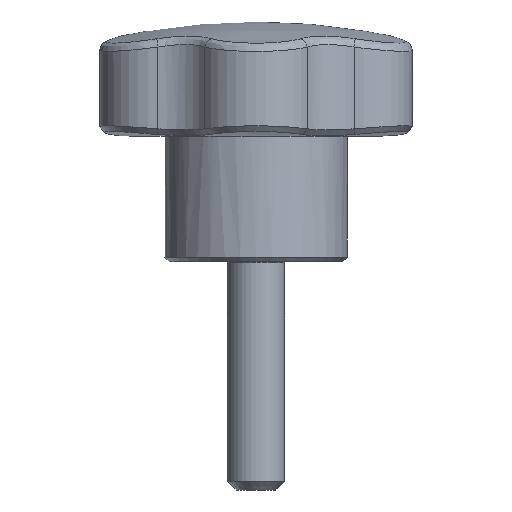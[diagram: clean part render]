
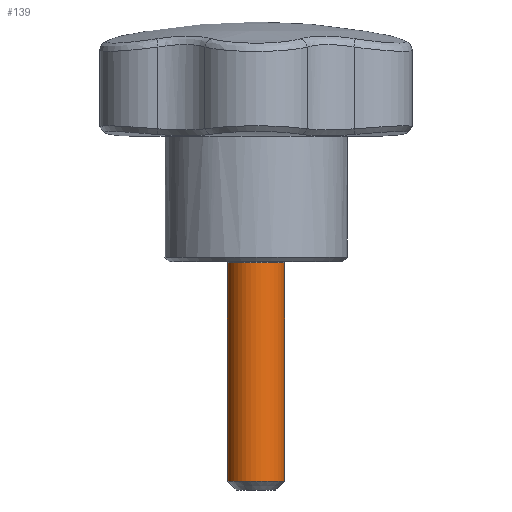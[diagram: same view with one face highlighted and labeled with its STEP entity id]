
A CAD part, front view. The second image highlights one B-rep face of the part: STEP entity #139.
In plain terms, the highlighted cylindrical face has radius 5 mm (diameter 10 mm), a full revolution.
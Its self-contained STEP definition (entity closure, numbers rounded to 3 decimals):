
#139 = ADVANCED_FACE( '', ( #331, #332 ), #333, .T. );
#331 = FACE_OUTER_BOUND( '', #1314, .T. );
#332 = FACE_OUTER_BOUND( '', #1315, .T. );
#333 = CYLINDRICAL_SURFACE( '', #1316, 5. );
#1314 = EDGE_LOOP( '', ( #3662 ) );
#1315 = EDGE_LOOP( '', ( #3663 ) );
#1316 = AXIS2_PLACEMENT_3D( '', #3664, #3665, #3666 );
#3662 = ORIENTED_EDGE( '', *, *, #4228, .T. );
#3663 = ORIENTED_EDGE( '', *, *, #4229, .T. );
#3664 = CARTESIAN_POINT( '', ( 0., 0., -57. ) );
#3665 = DIRECTION( '', ( 0., 0., -1. ) );
#3666 = DIRECTION( '', ( 1., 0., 0. ) );
#4228 = EDGE_CURVE( '', #4605, #4605, #4606, .F. );
#4229 = EDGE_CURVE( '', #4607, #4607, #4608, .T. );
#4605 = VERTEX_POINT( '', #6026 );
#4606 = CIRCLE( '', #6027, 5. );
#4607 = VERTEX_POINT( '', #6028 );
#4608 = CIRCLE( '', #6029, 5. );
#6026 = CARTESIAN_POINT( '', ( 5., 0., -0.2 ) );
#6027 = AXIS2_PLACEMENT_3D( '', #7559, #7560, #7561 );
#6028 = CARTESIAN_POINT( '', ( 5., 0., -38.5 ) );
#6029 = AXIS2_PLACEMENT_3D( '', #7562, #7563, #7564 );
#7559 = CARTESIAN_POINT( '', ( 0., 0., -0.2 ) );
#7560 = DIRECTION( '', ( 0., 0., 1. ) );
#7561 = DIRECTION( '', ( 1., 0., 0. ) );
#7562 = CARTESIAN_POINT( '', ( 0., 0., -38.5 ) );
#7563 = DIRECTION( '', ( 0., 0., 1. ) );
#7564 = DIRECTION( '', ( 1., 0., 0. ) );
